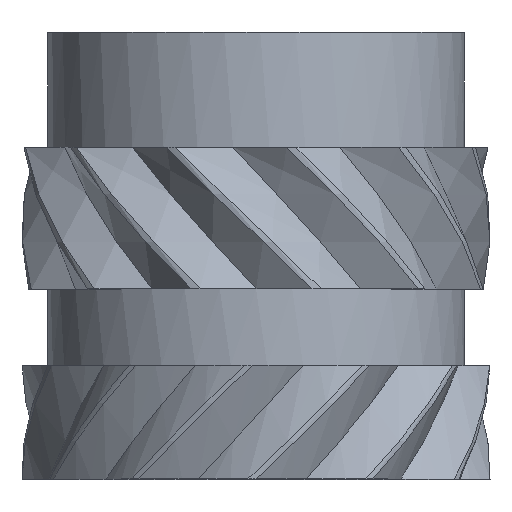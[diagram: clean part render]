
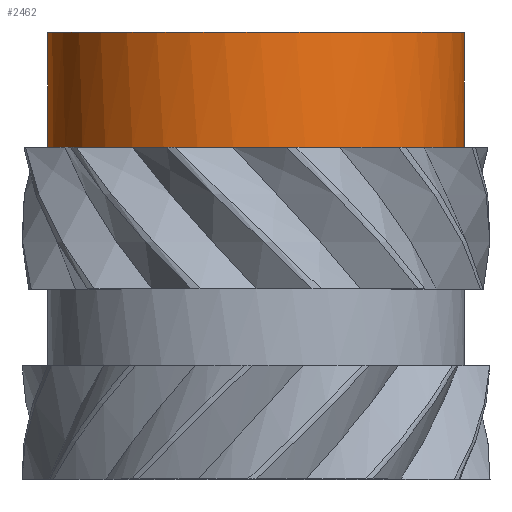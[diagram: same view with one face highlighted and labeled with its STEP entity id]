
A CAD part, top view. The second image highlights one B-rep face of the part: STEP entity #2462.
In plain terms, the highlighted cylindrical face has radius 1.867 mm (diameter 3.734 mm), a full revolution.
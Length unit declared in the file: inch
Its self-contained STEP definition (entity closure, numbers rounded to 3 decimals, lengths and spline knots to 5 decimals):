
#213=CYLINDRICAL_SURFACE('',#2621,0.0735);
#774=ORIENTED_EDGE('',*,*,#1050,.F.);
#775=ORIENTED_EDGE('',*,*,#812,.T.);
#776=ORIENTED_EDGE('',*,*,#799,.T.);
#777=ORIENTED_EDGE('',*,*,#924,.T.);
#778=ORIENTED_EDGE('',*,*,#911,.T.);
#779=ORIENTED_EDGE('',*,*,#900,.T.);
#780=ORIENTED_EDGE('',*,*,#889,.T.);
#781=ORIENTED_EDGE('',*,*,#878,.T.);
#782=ORIENTED_EDGE('',*,*,#867,.T.);
#783=ORIENTED_EDGE('',*,*,#856,.T.);
#784=ORIENTED_EDGE('',*,*,#845,.T.);
#785=ORIENTED_EDGE('',*,*,#834,.T.);
#786=ORIENTED_EDGE('',*,*,#823,.T.);
#799=EDGE_CURVE('',#1055,#1054,#1200,.T.);
#812=EDGE_CURVE('',#1063,#1055,#1204,.T.);
#823=EDGE_CURVE('',#1069,#1063,#1208,.T.);
#834=EDGE_CURVE('',#1075,#1069,#1212,.T.);
#845=EDGE_CURVE('',#1081,#1075,#1216,.T.);
#856=EDGE_CURVE('',#1087,#1081,#1220,.T.);
#867=EDGE_CURVE('',#1093,#1087,#1224,.T.);
#878=EDGE_CURVE('',#1099,#1093,#1228,.T.);
#889=EDGE_CURVE('',#1105,#1099,#1232,.T.);
#900=EDGE_CURVE('',#1111,#1105,#1236,.T.);
#911=EDGE_CURVE('',#1117,#1111,#1240,.T.);
#924=EDGE_CURVE('',#1054,#1117,#1245,.T.);
#1050=EDGE_CURVE('',#1198,#1198,#1285,.T.);
#1054=VERTEX_POINT('',#2962);
#1055=VERTEX_POINT('',#2964);
#1063=VERTEX_POINT('',#3070);
#1069=VERTEX_POINT('',#3160);
#1075=VERTEX_POINT('',#3250);
#1081=VERTEX_POINT('',#3340);
#1087=VERTEX_POINT('',#3430);
#1093=VERTEX_POINT('',#3520);
#1099=VERTEX_POINT('',#3610);
#1105=VERTEX_POINT('',#3700);
#1111=VERTEX_POINT('',#3790);
#1117=VERTEX_POINT('',#3880);
#1198=VERTEX_POINT('',#5177);
#1200=CIRCLE('',#2473,0.0735);
#1204=CIRCLE('',#2480,0.0735);
#1208=CIRCLE('',#2487,0.0735);
#1212=CIRCLE('',#2494,0.0735);
#1216=CIRCLE('',#2501,0.0735);
#1220=CIRCLE('',#2508,0.0735);
#1224=CIRCLE('',#2515,0.0735);
#1228=CIRCLE('',#2522,0.0735);
#1232=CIRCLE('',#2529,0.0735);
#1236=CIRCLE('',#2536,0.0735);
#1240=CIRCLE('',#2543,0.0735);
#1245=CIRCLE('',#2552,0.0735);
#1285=CIRCLE('',#2620,0.0735);
#1398=EDGE_LOOP('',(#774));
#1399=EDGE_LOOP('',(#775,#776,#777,#778,#779,#780,#781,#782,#783,#784,#785,
#786));
#1516=FACE_BOUND('',#1398,.T.);
#1517=FACE_BOUND('',#1399,.T.);
#2462=ADVANCED_FACE('',(#1516,#1517),#213,.T.);
#2473=AXIS2_PLACEMENT_3D('',#2963,#2629,#2630);
#2480=AXIS2_PLACEMENT_3D('',#3069,#2646,#2647);
#2487=AXIS2_PLACEMENT_3D('',#3159,#2662,#2663);
#2494=AXIS2_PLACEMENT_3D('',#3249,#2678,#2679);
#2501=AXIS2_PLACEMENT_3D('',#3339,#2694,#2695);
#2508=AXIS2_PLACEMENT_3D('',#3429,#2710,#2711);
#2515=AXIS2_PLACEMENT_3D('',#3519,#2726,#2727);
#2522=AXIS2_PLACEMENT_3D('',#3609,#2742,#2743);
#2529=AXIS2_PLACEMENT_3D('',#3699,#2758,#2759);
#2536=AXIS2_PLACEMENT_3D('',#3789,#2774,#2775);
#2543=AXIS2_PLACEMENT_3D('',#3879,#2790,#2791);
#2552=AXIS2_PLACEMENT_3D('',#3985,#2810,#2811);
#2620=AXIS2_PLACEMENT_3D('',#5176,#2947,#2948);
#2621=AXIS2_PLACEMENT_3D('',#5178,#2949,#2950);
#2629=DIRECTION('',(0.,1.,0.));
#2630=DIRECTION('',(0.,0.,1.));
#2646=DIRECTION('',(0.,1.,0.));
#2647=DIRECTION('',(0.,0.,1.));
#2662=DIRECTION('',(0.,1.,0.));
#2663=DIRECTION('',(0.,0.,1.));
#2678=DIRECTION('',(0.,1.,0.));
#2679=DIRECTION('',(0.,0.,1.));
#2694=DIRECTION('',(0.,1.,0.));
#2695=DIRECTION('',(0.,0.,1.));
#2710=DIRECTION('',(0.,1.,0.));
#2711=DIRECTION('',(0.,0.,1.));
#2726=DIRECTION('',(0.,1.,0.));
#2727=DIRECTION('',(0.,0.,1.));
#2742=DIRECTION('',(0.,1.,0.));
#2743=DIRECTION('',(0.,0.,1.));
#2758=DIRECTION('',(0.,1.,0.));
#2759=DIRECTION('',(0.,0.,1.));
#2774=DIRECTION('',(0.,1.,0.));
#2775=DIRECTION('',(0.,0.,1.));
#2790=DIRECTION('',(0.,1.,0.));
#2791=DIRECTION('',(0.,0.,1.));
#2810=DIRECTION('',(0.,1.,0.));
#2811=DIRECTION('',(0.,0.,1.));
#2947=DIRECTION('',(0.,1.,0.));
#2948=DIRECTION('',(1.,0.,0.));
#2949=DIRECTION('',(0.,-1.,0.));
#2950=DIRECTION('',(0.,0.,-1.));
#2962=CARTESIAN_POINT('',(-0.05922,0.117,-0.04354));
#2963=CARTESIAN_POINT('',(0.,0.117,0.));
#2964=CARTESIAN_POINT('',(-0.02951,0.117,-0.06731));
#3069=CARTESIAN_POINT('',(0.,0.117,0.));
#3070=CARTESIAN_POINT('',(0.0081,0.117,-0.07305));
#3159=CARTESIAN_POINT('',(0.,0.117,0.));
#3160=CARTESIAN_POINT('',(0.04354,0.117,-0.05922));
#3249=CARTESIAN_POINT('',(0.,0.117,0.));
#3250=CARTESIAN_POINT('',(0.06731,0.117,-0.02951));
#3339=CARTESIAN_POINT('',(0.,0.117,0.));
#3340=CARTESIAN_POINT('',(0.07305,0.117,0.0081));
#3429=CARTESIAN_POINT('',(0.,0.117,0.));
#3430=CARTESIAN_POINT('',(0.05922,0.117,0.04354));
#3519=CARTESIAN_POINT('',(0.,0.117,0.));
#3520=CARTESIAN_POINT('',(0.02951,0.117,0.06731));
#3609=CARTESIAN_POINT('',(0.,0.117,0.));
#3610=CARTESIAN_POINT('',(-0.0081,0.117,0.07305));
#3699=CARTESIAN_POINT('',(0.,0.117,0.));
#3700=CARTESIAN_POINT('',(-0.04354,0.117,0.05922));
#3789=CARTESIAN_POINT('',(0.,0.117,0.));
#3790=CARTESIAN_POINT('',(-0.06731,0.117,0.02951));
#3879=CARTESIAN_POINT('',(0.,0.117,0.));
#3880=CARTESIAN_POINT('',(-0.07305,0.117,-0.0081));
#3985=CARTESIAN_POINT('',(0.,0.117,0.));
#5176=CARTESIAN_POINT('',(0.,0.15748,0.));
#5177=CARTESIAN_POINT('',(0.0735,0.15748,0.));
#5178=CARTESIAN_POINT('',(0.,0.15748,0.));
